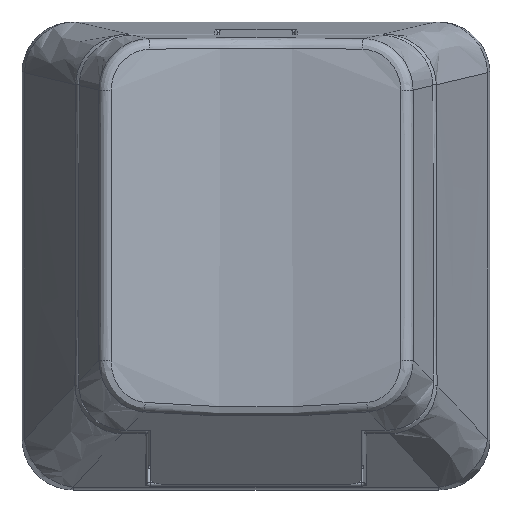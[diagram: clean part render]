
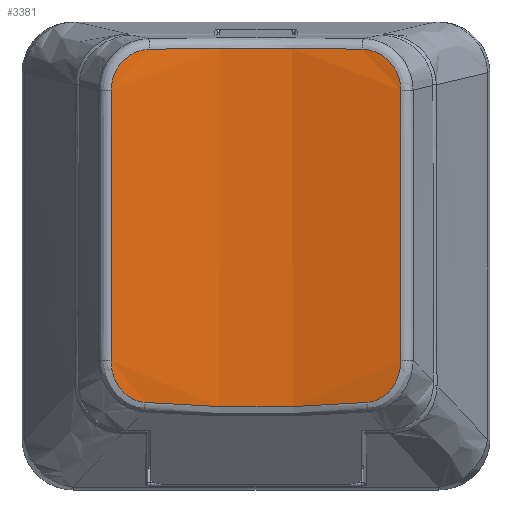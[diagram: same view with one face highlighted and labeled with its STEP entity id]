
A CAD part, top view. The second image highlights one B-rep face of the part: STEP entity #3381.
In plain terms, the highlighted free-form (B-spline) face has degree [1, 2] with [2, 3] control points.
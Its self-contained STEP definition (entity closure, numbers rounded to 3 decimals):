
#51=(
BOUNDED_SURFACE()
B_SPLINE_SURFACE(1,2,((#5634,#5635,#5636),(#5637,#5638,#5639)),
 .UNSPECIFIED.,.F.,.F.,.F.)
B_SPLINE_SURFACE_WITH_KNOTS((2,2),(3,3),(-0.594,0.053),
(-1.834,-1.307),.UNSPECIFIED.)
GEOMETRIC_REPRESENTATION_ITEM()
RATIONAL_B_SPLINE_SURFACE(((1.,0.965,1.),(1.,0.965,
1.)))
REPRESENTATION_ITEM('')
SURFACE()
);
#256=B_SPLINE_CURVE_WITH_KNOTS('',3,(#5414,#5415,#5416,#5417),
 .UNSPECIFIED.,.F.,.F.,(4,4),(0.,0.882),.UNSPECIFIED.);
#257=B_SPLINE_CURVE_WITH_KNOTS('',3,(#5450,#5451,#5452,#5453,#5454,#5455),
 .UNSPECIFIED.,.F.,.F.,(4,1,1,4),(0.,0.067,
0.135,0.236),.UNSPECIFIED.);
#258=B_SPLINE_CURVE_WITH_KNOTS('',3,(#5478,#5479,#5480,#5481),
 .UNSPECIFIED.,.F.,.F.,(4,4),(0.,1.049),.UNSPECIFIED.);
#259=B_SPLINE_CURVE_WITH_KNOTS('',3,(#5509,#5510,#5511,#5512,#5513),
 .UNSPECIFIED.,.F.,.F.,(4,1,4),(0.,0.106,
0.248),.UNSPECIFIED.);
#260=B_SPLINE_CURVE_WITH_KNOTS('',3,(#5536,#5537,#5538,#5539),
 .UNSPECIFIED.,.F.,.F.,(4,4),(0.,0.843),
 .UNSPECIFIED.);
#261=B_SPLINE_CURVE_WITH_KNOTS('',3,(#5567,#5568,#5569,#5570,#5571),
 .UNSPECIFIED.,.F.,.F.,(4,1,4),(0.,0.106,
0.248),.UNSPECIFIED.);
#262=B_SPLINE_CURVE_WITH_KNOTS('',3,(#5594,#5595,#5596,#5597),
 .UNSPECIFIED.,.F.,.F.,(4,4),(0.,1.049),.UNSPECIFIED.);
#263=B_SPLINE_CURVE_WITH_KNOTS('',3,(#5628,#5629,#5630,#5631,#5632,#5633),
 .UNSPECIFIED.,.F.,.F.,(4,1,1,4),(0.,0.101,0.168,
0.236),.UNSPECIFIED.);
#543=FACE_OUTER_BOUND('',#762,.T.);
#762=EDGE_LOOP('',(#2423,#2424,#2425,#2426,#2427,#2428,#2429,#2430));
#1415=VERTEX_POINT('',#5410);
#1416=VERTEX_POINT('',#5412);
#1417=VERTEX_POINT('',#5448);
#1418=VERTEX_POINT('',#5476);
#1419=VERTEX_POINT('',#5507);
#1420=VERTEX_POINT('',#5534);
#1421=VERTEX_POINT('',#5565);
#1422=VERTEX_POINT('',#5592);
#1774=EDGE_CURVE('',#1416,#1415,#256,.T.);
#1776=EDGE_CURVE('',#1415,#1417,#257,.T.);
#1778=EDGE_CURVE('',#1417,#1418,#258,.T.);
#1780=EDGE_CURVE('',#1418,#1419,#259,.T.);
#1782=EDGE_CURVE('',#1419,#1420,#260,.T.);
#1784=EDGE_CURVE('',#1420,#1421,#261,.T.);
#1786=EDGE_CURVE('',#1421,#1422,#262,.T.);
#1787=EDGE_CURVE('',#1422,#1416,#263,.T.);
#2423=ORIENTED_EDGE('',*,*,#1774,.F.);
#2424=ORIENTED_EDGE('',*,*,#1787,.F.);
#2425=ORIENTED_EDGE('',*,*,#1786,.F.);
#2426=ORIENTED_EDGE('',*,*,#1784,.F.);
#2427=ORIENTED_EDGE('',*,*,#1782,.F.);
#2428=ORIENTED_EDGE('',*,*,#1780,.F.);
#2429=ORIENTED_EDGE('',*,*,#1778,.F.);
#2430=ORIENTED_EDGE('',*,*,#1776,.F.);
#3381=ADVANCED_FACE('',(#543),#51,.T.);
#5410=CARTESIAN_POINT('',(-4.294,-5.699,7.733));
#5412=CARTESIAN_POINT('',(4.294,-5.699,7.733));
#5414=CARTESIAN_POINT('Ctrl Pts',(4.294,-5.699,7.733));
#5415=CARTESIAN_POINT('Ctrl Pts',(1.476,-5.935,7.158));
#5416=CARTESIAN_POINT('Ctrl Pts',(-1.476,-5.935,7.158));
#5417=CARTESIAN_POINT('Ctrl Pts',(-4.294,-5.699,7.733));
#5448=CARTESIAN_POINT('',(-5.622,-4.074,8.075));
#5450=CARTESIAN_POINT('Ctrl Pts',(-4.294,-5.699,7.733));
#5451=CARTESIAN_POINT('Ctrl Pts',(-4.509,-5.681,7.777));
#5452=CARTESIAN_POINT('Ctrl Pts',(-4.929,-5.538,7.872));
#5453=CARTESIAN_POINT('Ctrl Pts',(-5.473,-4.973,8.018));
#5454=CARTESIAN_POINT('Ctrl Pts',(-5.622,-4.411,8.069));
#5455=CARTESIAN_POINT('Ctrl Pts',(-5.622,-4.074,8.075));
#5476=CARTESIAN_POINT('',(-5.618,6.417,8.257));
#5478=CARTESIAN_POINT('Ctrl Pts',(-5.622,-4.074,8.075));
#5479=CARTESIAN_POINT('Ctrl Pts',(-5.621,-0.577,
8.135));
#5480=CARTESIAN_POINT('Ctrl Pts',(-5.619,2.92,8.196));
#5481=CARTESIAN_POINT('Ctrl Pts',(-5.618,6.417,8.257));
#5507=CARTESIAN_POINT('',(-4.112,8.012,7.937));
#5509=CARTESIAN_POINT('Ctrl Pts',(-5.618,6.417,8.257));
#5510=CARTESIAN_POINT('Ctrl Pts',(-5.618,6.772,8.263));
#5511=CARTESIAN_POINT('Ctrl Pts',(-5.348,7.603,8.201));
#5512=CARTESIAN_POINT('Ctrl Pts',(-4.568,8.004,8.025));
#5513=CARTESIAN_POINT('Ctrl Pts',(-4.112,8.012,7.937));
#5534=CARTESIAN_POINT('',(4.112,8.012,7.937));
#5536=CARTESIAN_POINT('Ctrl Pts',(-4.112,8.012,7.937));
#5537=CARTESIAN_POINT('Ctrl Pts',(-1.405,8.059,7.413));
#5538=CARTESIAN_POINT('Ctrl Pts',(1.405,8.059,7.413));
#5539=CARTESIAN_POINT('Ctrl Pts',(4.112,8.012,7.937));
#5565=CARTESIAN_POINT('',(5.618,6.417,8.257));
#5567=CARTESIAN_POINT('Ctrl Pts',(4.112,8.012,7.937));
#5568=CARTESIAN_POINT('Ctrl Pts',(4.454,8.006,8.003));
#5569=CARTESIAN_POINT('Ctrl Pts',(5.246,7.711,8.175));
#5570=CARTESIAN_POINT('Ctrl Pts',(5.618,6.89,8.265));
#5571=CARTESIAN_POINT('Ctrl Pts',(5.618,6.417,8.257));
#5592=CARTESIAN_POINT('',(5.622,-4.074,8.075));
#5594=CARTESIAN_POINT('Ctrl Pts',(5.618,6.417,8.257));
#5595=CARTESIAN_POINT('Ctrl Pts',(5.619,2.92,8.196));
#5596=CARTESIAN_POINT('Ctrl Pts',(5.621,-0.577,8.135));
#5597=CARTESIAN_POINT('Ctrl Pts',(5.622,-4.074,8.075));
#5628=CARTESIAN_POINT('Ctrl Pts',(5.622,-4.074,8.075));
#5629=CARTESIAN_POINT('Ctrl Pts',(5.622,-4.411,8.069));
#5630=CARTESIAN_POINT('Ctrl Pts',(5.473,-4.973,8.018));
#5631=CARTESIAN_POINT('Ctrl Pts',(4.929,-5.538,7.872));
#5632=CARTESIAN_POINT('Ctrl Pts',(4.509,-5.681,7.777));
#5633=CARTESIAN_POINT('Ctrl Pts',(4.294,-5.699,7.733));
#5634=CARTESIAN_POINT('Ctrl Pts',(5.622,-5.907,8.043));
#5635=CARTESIAN_POINT('Ctrl Pts',(0.,-5.881,
6.53));
#5636=CARTESIAN_POINT('Ctrl Pts',(-5.622,-5.907,8.043));
#5637=CARTESIAN_POINT('Ctrl Pts',(5.622,8.043,8.286));
#5638=CARTESIAN_POINT('Ctrl Pts',(0.,8.07,
6.773));
#5639=CARTESIAN_POINT('Ctrl Pts',(-5.622,8.043,8.286));
